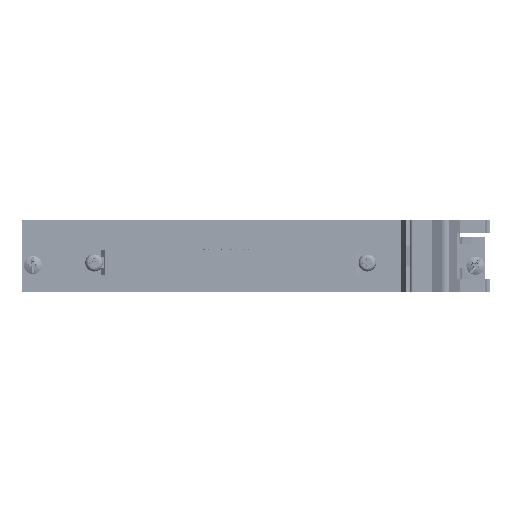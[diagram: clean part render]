
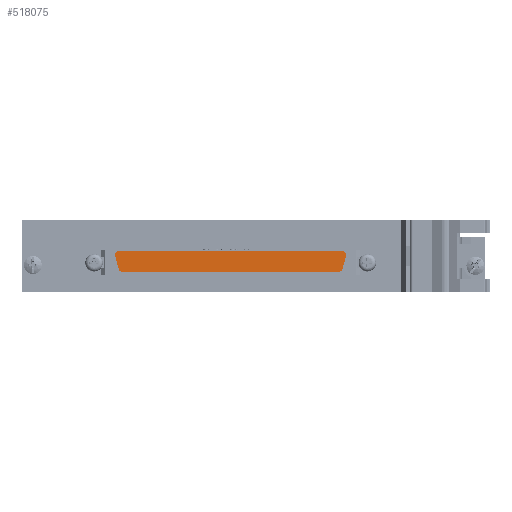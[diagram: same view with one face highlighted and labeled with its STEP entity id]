
A CAD part, left-side view. The second image highlights one B-rep face of the part: STEP entity #518075.
In plain terms, the highlighted planar face has unit normal (-1, 0, 0).
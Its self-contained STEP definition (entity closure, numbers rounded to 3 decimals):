
#63218 = CARTESIAN_POINT ( 'NONE',  ( -84.946, 51.4, -5.195 ) ) ;
#63228 = DIRECTION ( 'NONE',  ( 0., -0.259, -0.966 ) ) ;
#65902 = LINE ( 'NONE', #63218, #65908 ) ;
#65908 = VECTOR ( 'NONE', #63228, 1000. ) ;
#66428 = CIRCLE ( 'NONE', #468827, 1. ) ;
#70210 = CARTESIAN_POINT ( 'NONE',  ( -84.946, -11.626, -4.936 ) ) ;
#70211 = DIRECTION ( 'NONE',  ( -1., 0., 0. ) ) ;
#70212 = DIRECTION ( 'NONE',  ( 0., -1., 0. ) ) ;
#84951 = CARTESIAN_POINT ( 'NONE',  ( -84.946, -10.635, -9.636 ) ) ;
#85058 = DIRECTION ( 'NONE',  ( 0., -1., 0. ) ) ;
#85091 = CARTESIAN_POINT ( 'NONE',  ( -84.946, 49.443, -8.636 ) ) ;
#85094 = DIRECTION ( 'NONE',  ( -1., 0., 0. ) ) ;
#85098 = DIRECTION ( 'NONE',  ( 0., 1., 0. ) ) ;
#87390 = LINE ( 'NONE', #84951, #87400 ) ;
#87395 = CIRCLE ( 'NONE', #469131, 1. ) ;
#87400 = VECTOR ( 'NONE', #85058, 1000. ) ;
#87679 = CIRCLE ( 'NONE', #469191, 1. ) ;
#88353 = LINE ( 'NONE', #94486, #88371 ) ;
#88371 = VECTOR ( 'NONE', #94507, 1000. ) ;
#91219 = CARTESIAN_POINT ( 'NONE',  ( -84.946, 50.434, -4.936 ) ) ;
#91223 = DIRECTION ( 'NONE',  ( -1., 0., 0. ) ) ;
#91229 = DIRECTION ( 'NONE',  ( 0., 1., 0. ) ) ;
#94486 = CARTESIAN_POINT ( 'NONE',  ( -84.946, 50.434, -3.936 ) ) ;
#94507 = DIRECTION ( 'NONE',  ( 0., 1., 0. ) ) ;
#116186 = AXIS2_PLACEMENT_3D ( 'NONE', #131691, #131693, #131695 ) ;
#131665 = PLANE ( 'NONE',  #116186 ) ;
#131691 = CARTESIAN_POINT ( 'NONE',  ( -84.946, -11.626, -4.936 ) ) ;
#131693 = DIRECTION ( 'NONE',  ( -1., 0., 0. ) ) ;
#131695 = DIRECTION ( 'NONE',  ( 0., -1., 0. ) ) ;
#132813 = FACE_OUTER_BOUND ( 'NONE', #572887, .T. ) ;
#135269 = CARTESIAN_POINT ( 'NONE',  ( -84.946, -10.635, -8.636 ) ) ;
#135273 = DIRECTION ( 'NONE',  ( -1., 0., 0. ) ) ;
#135278 = DIRECTION ( 'NONE',  ( 0., -1., 0. ) ) ;
#135657 = CARTESIAN_POINT ( 'NONE',  ( -84.946, -12.592, -5.195 ) ) ;
#135666 = DIRECTION ( 'NONE',  ( 0., -0.259, 0.966 ) ) ;
#164488 = CIRCLE ( 'NONE', #469716, 1. ) ;
#164665 = LINE ( 'NONE', #135657, #164673 ) ;
#164673 = VECTOR ( 'NONE', #135666, 1000. ) ;
#177266 = CARTESIAN_POINT ( 'NONE',  ( -84.946, -11.626, -3.936 ) ) ;
#177613 = CARTESIAN_POINT ( 'NONE',  ( -84.946, -12.592, -5.195 ) ) ;
#177629 = CARTESIAN_POINT ( 'NONE',  ( -84.946, 50.434, -3.936 ) ) ;
#177639 = CARTESIAN_POINT ( 'NONE',  ( -84.946, 51.4, -5.195 ) ) ;
#177650 = CARTESIAN_POINT ( 'NONE',  ( -84.946, 50.408, -8.895 ) ) ;
#177659 = CARTESIAN_POINT ( 'NONE',  ( -84.946, 49.443, -9.636 ) ) ;
#177667 = CARTESIAN_POINT ( 'NONE',  ( -84.946, -10.635, -9.636 ) ) ;
#177677 = CARTESIAN_POINT ( 'NONE',  ( -84.946, -11.601, -8.895 ) ) ;
#314796 = VERTEX_POINT ( 'NONE', #177266 ) ;
#314928 = VERTEX_POINT ( 'NONE', #177613 ) ;
#314936 = VERTEX_POINT ( 'NONE', #177629 ) ;
#314939 = VERTEX_POINT ( 'NONE', #177639 ) ;
#314942 = VERTEX_POINT ( 'NONE', #177650 ) ;
#314946 = VERTEX_POINT ( 'NONE', #177659 ) ;
#314950 = VERTEX_POINT ( 'NONE', #177667 ) ;
#314954 = VERTEX_POINT ( 'NONE', #177677 ) ;
#441369 = EDGE_CURVE ( 'NONE', #314939, #314942, #65902, .T. ) ;
#441964 = EDGE_CURVE ( 'NONE', #314928, #314796, #66428, .T. ) ;
#444049 = EDGE_CURVE ( 'NONE', #314946, #314950, #87390, .T. ) ;
#444058 = EDGE_CURVE ( 'NONE', #314942, #314946, #87395, .T. ) ;
#444376 = EDGE_CURVE ( 'NONE', #314936, #314939, #87679, .T. ) ;
#445162 = EDGE_CURVE ( 'NONE', #314796, #314936, #88353, .T. ) ;
#447189 = EDGE_CURVE ( 'NONE', #314950, #314954, #164488, .T. ) ;
#447340 = EDGE_CURVE ( 'NONE', #314954, #314928, #164665, .T. ) ;
#468827 = AXIS2_PLACEMENT_3D ( 'NONE', #70210, #70211, #70212 ) ;
#469131 = AXIS2_PLACEMENT_3D ( 'NONE', #85091, #85094, #85098 ) ;
#469191 = AXIS2_PLACEMENT_3D ( 'NONE', #91219, #91223, #91229 ) ;
#469716 = AXIS2_PLACEMENT_3D ( 'NONE', #135269, #135273, #135278 ) ;
#518075 = ADVANCED_FACE ( 'NONE', ( #132813 ), #131665, .T. ) ;
#568292 = ORIENTED_EDGE ( 'NONE', *, *, #441964, .T. ) ;
#568305 = ORIENTED_EDGE ( 'NONE', *, *, #445162, .T. ) ;
#568317 = ORIENTED_EDGE ( 'NONE', *, *, #444376, .T. ) ;
#568332 = ORIENTED_EDGE ( 'NONE', *, *, #441369, .T. ) ;
#568347 = ORIENTED_EDGE ( 'NONE', *, *, #444058, .T. ) ;
#568363 = ORIENTED_EDGE ( 'NONE', *, *, #444049, .T. ) ;
#568377 = ORIENTED_EDGE ( 'NONE', *, *, #447189, .T. ) ;
#568389 = ORIENTED_EDGE ( 'NONE', *, *, #447340, .T. ) ;
#572887 = EDGE_LOOP ( 'NONE', ( #568292, #568305, #568317, #568332, #568347, #568363, #568377, #568389 ) ) ;
